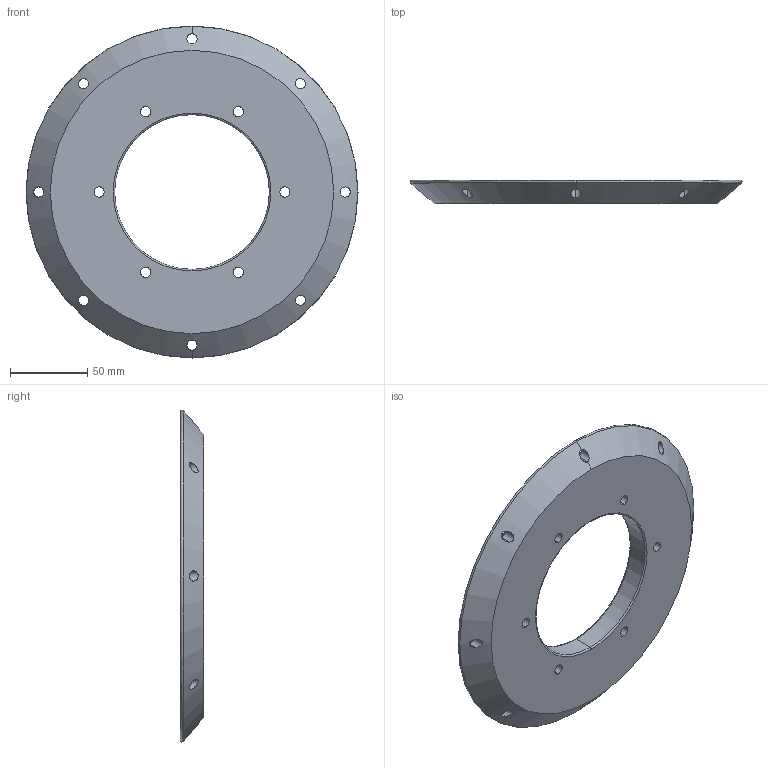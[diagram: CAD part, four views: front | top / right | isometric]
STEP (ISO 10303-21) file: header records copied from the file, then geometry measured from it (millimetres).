
FILE_DESCRIPTION (( 'STEP AP203' ), '1' );
FILE_NAME ('Base Motor Cover A_Default_sldprt.STEP', '2022-06-04T20:59:43', ( '' ), ( '' ), 'SwSTEP 2.0', 'SolidWorks 2020', '' );
FILE_SCHEMA (( 'CONFIG_CONTROL_DESIGN' ));
Length unit declared in the file: millimetre
Products named in the file (1): Base Motor Cover A_Default_sldprt
Bounding box: 214.61 x 15 x 214.61 mm (x, y, z)
Volume: 349095.5 mm3; surface area: 66779.4 mm2
Topology: 1 solids, 1 shells, 68 faces, 166 edges, 98 vertices
Faces by surface type: cone 30, cylinder 30, torus 6, plane 2
Entity records: 2613 total; most frequent: CARTESIAN_POINT 847, DIRECTION 376, ORIENTED_EDGE 332, EDGE_CURVE 166, AXIS2_PLACEMENT_3D 157, VERTEX_POINT 98, EDGE_LOOP 96, CIRCLE 88
